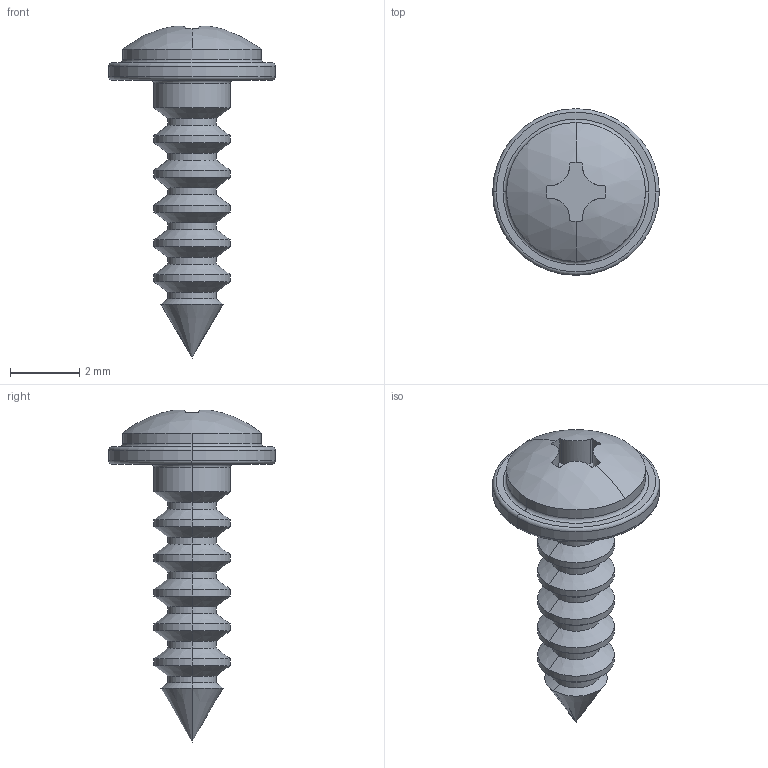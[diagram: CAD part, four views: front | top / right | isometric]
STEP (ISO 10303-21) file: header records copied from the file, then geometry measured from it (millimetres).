
FILE_DESCRIPTION (( 'STEP AP214' ), '1' );
FILE_NAME ('Cross recessed pan head tapping screws-C ST2.2×8自攻螺钉.step', '2016-10-28T04:21:35', ( 'dell' ), ( '' ), 'SwSTEP 2.0', 'SolidWorks 2013', '' );
FILE_SCHEMA (( 'AUTOMOTIVE_DESIGN' ));
Length unit declared in the file: millimetre
Products named in the file (1): Cross recessed pan head tapping screws-C ST2.2×8自攻螺钉
Bounding box: 4.8 x 4.8 x 9.56 mm (x, y, z)
Volume: 36.2 mm3; surface area: 104.3 mm2
Topology: 1 solids, 1 shells, 84 faces, 187 edges, 105 vertices
Faces by surface type: cylinder 37, cone 26, plane 11, torus 8, sphere 2
Entity records: 2477 total; most frequent: DIRECTION 453, CARTESIAN_POINT 403, ORIENTED_EDGE 370, AXIS2_PLACEMENT_3D 187, EDGE_CURVE 185, VERTEX_POINT 105, CIRCLE 102, EDGE_LOOP 86
